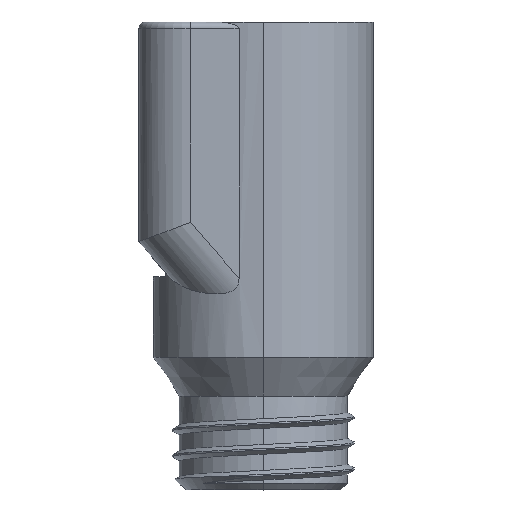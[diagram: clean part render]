
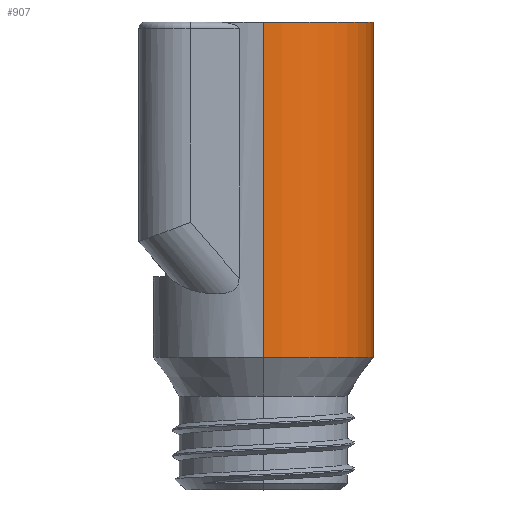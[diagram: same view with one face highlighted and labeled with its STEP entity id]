
A CAD part, top view. The second image highlights one B-rep face of the part: STEP entity #907.
In plain terms, the highlighted cylindrical face has radius 17 mm (diameter 34 mm), a partial arc.
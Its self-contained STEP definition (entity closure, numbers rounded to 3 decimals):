
#19 = ORIENTED_EDGE ( 'NONE', *, *, #3482, .F. ) ;
#132 = ORIENTED_EDGE ( 'NONE', *, *, #6169, .F. ) ;
#162 = CIRCLE ( 'NONE', #5732, 17. ) ;
#353 = DIRECTION ( 'NONE',  ( 0., 0., 1. ) ) ;
#491 = VECTOR ( 'NONE', #4625, 1000. ) ;
#820 = CARTESIAN_POINT ( 'NONE',  ( 0., 72.4, 0. ) ) ;
#907 = ADVANCED_FACE ( 'NONE', ( #4349 ), #2619, .T. ) ;
#927 = EDGE_CURVE ( 'NONE', #6236, #1916, #6189, .T. ) ;
#999 = VECTOR ( 'NONE', #2845, 1000. ) ;
#1534 = VERTEX_POINT ( 'NONE', #1940 ) ;
#1916 = VERTEX_POINT ( 'NONE', #4054 ) ;
#1921 = CIRCLE ( 'NONE', #5825, 17. ) ;
#1940 = CARTESIAN_POINT ( 'NONE',  ( 0., 72.4, 17. ) ) ;
#2275 = EDGE_CURVE ( 'NONE', #1534, #2889, #3922, .T. ) ;
#2313 = DIRECTION ( 'NONE',  ( 0., 1., 0. ) ) ;
#2389 = DIRECTION ( 'NONE',  ( 0., -1., 0. ) ) ;
#2619 = CYLINDRICAL_SURFACE ( 'NONE', #3186, 17. ) ;
#2721 = DIRECTION ( 'NONE',  ( 0., 0., 1. ) ) ;
#2845 = DIRECTION ( 'NONE',  ( 0., -1., 0. ) ) ;
#2889 = VERTEX_POINT ( 'NONE', #4988 ) ;
#2890 = ORIENTED_EDGE ( 'NONE', *, *, #2275, .T. ) ;
#3186 = AXIS2_PLACEMENT_3D ( 'NONE', #3261, #2389, #4321 ) ;
#3261 = CARTESIAN_POINT ( 'NONE',  ( 0., 33., 0. ) ) ;
#3375 = ORIENTED_EDGE ( 'NONE', *, *, #927, .F. ) ;
#3482 = EDGE_CURVE ( 'NONE', #1916, #2889, #162, .T. ) ;
#3922 = LINE ( 'NONE', #5649, #491 ) ;
#4054 = CARTESIAN_POINT ( 'NONE',  ( 0., 20.5, -17. ) ) ;
#4139 = DIRECTION ( 'NONE',  ( 0., -1., 0. ) ) ;
#4321 = DIRECTION ( 'NONE',  ( 0., 0., -1. ) ) ;
#4342 = EDGE_LOOP ( 'NONE', ( #132, #2890, #19, #3375 ) ) ;
#4349 = FACE_OUTER_BOUND ( 'NONE', #4342, .T. ) ;
#4625 = DIRECTION ( 'NONE',  ( 0., -1., 0. ) ) ;
#4988 = CARTESIAN_POINT ( 'NONE',  ( 0., 20.5, 17. ) ) ;
#5212 = CARTESIAN_POINT ( 'NONE',  ( 0., 33., -17. ) ) ;
#5298 = CARTESIAN_POINT ( 'NONE',  ( 0., 72.4, -17. ) ) ;
#5649 = CARTESIAN_POINT ( 'NONE',  ( 0., 33., 17. ) ) ;
#5700 = CARTESIAN_POINT ( 'NONE',  ( 0., 20.5, 0. ) ) ;
#5732 = AXIS2_PLACEMENT_3D ( 'NONE', #5700, #4139, #2721 ) ;
#5825 = AXIS2_PLACEMENT_3D ( 'NONE', #820, #2313, #353 ) ;
#6169 = EDGE_CURVE ( 'NONE', #1534, #6236, #1921, .T. ) ;
#6189 = LINE ( 'NONE', #5212, #999 ) ;
#6236 = VERTEX_POINT ( 'NONE', #5298 ) ;
